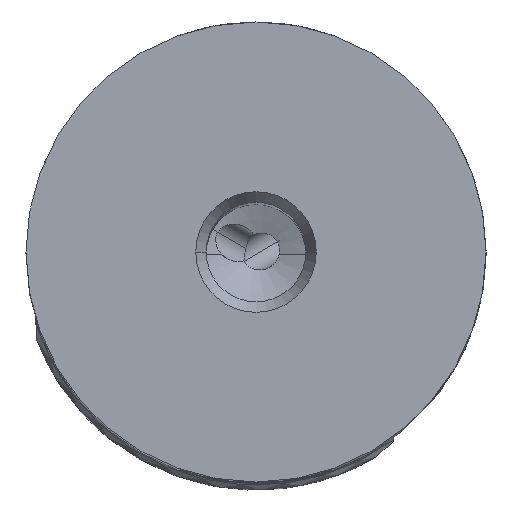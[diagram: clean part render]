
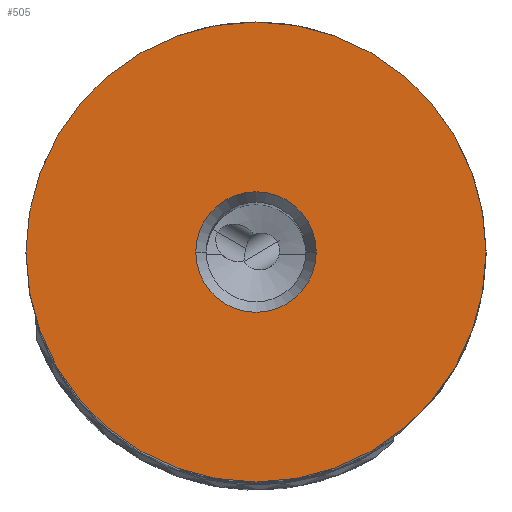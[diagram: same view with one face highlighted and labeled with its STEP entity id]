
A CAD part, top view. The second image highlights one B-rep face of the part: STEP entity #505.
In plain terms, the highlighted planar face has unit normal (0, 0, 1).
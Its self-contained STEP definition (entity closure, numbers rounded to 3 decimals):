
#42=FACE_BOUND('',#786,.T.);
#43=FACE_BOUND('',#787,.T.);
#117=PLANE('',#2351);
#505=ADVANCED_FACE('',(#42,#43),#117,.T.);
#786=EDGE_LOOP('',(#1192,#1193));
#787=EDGE_LOOP('',(#1194,#1195));
#1192=ORIENTED_EDGE('',*,*,#1975,.F.);
#1193=ORIENTED_EDGE('',*,*,#1976,.F.);
#1194=ORIENTED_EDGE('',*,*,#1974,.F.);
#1195=ORIENTED_EDGE('',*,*,#1977,.F.);
#1726=VERTEX_POINT('',#4129);
#1727=VERTEX_POINT('',#4131);
#1728=VERTEX_POINT('',#4135);
#1729=VERTEX_POINT('',#4136);
#1974=EDGE_CURVE('',#1727,#1726,#2184,.T.);
#1975=EDGE_CURVE('',#1728,#1729,#2185,.T.);
#1976=EDGE_CURVE('',#1729,#1728,#2186,.T.);
#1977=EDGE_CURVE('',#1726,#1727,#2187,.T.);
#2184=CIRCLE('',#2346,6.655);
#2185=CIRCLE('',#2348,25.4);
#2186=CIRCLE('',#2349,25.4);
#2187=CIRCLE('',#2350,6.655);
#2346=AXIS2_PLACEMENT_3D('',#4132,#2750,#2751);
#2348=AXIS2_PLACEMENT_3D('',#4134,#2754,#2755);
#2349=AXIS2_PLACEMENT_3D('',#4137,#2756,#2757);
#2350=AXIS2_PLACEMENT_3D('',#4138,#2758,#2759);
#2351=AXIS2_PLACEMENT_3D('',#4139,#2760,#2761);
#2750=DIRECTION('',(0.,0.,1.));
#2751=DIRECTION('',(1.,0.,0.));
#2754=DIRECTION('',(0.,0.,-1.));
#2755=DIRECTION('',(1.,0.,0.));
#2756=DIRECTION('',(0.,0.,-1.));
#2757=DIRECTION('',(-1.,0.,0.));
#2758=DIRECTION('',(0.,0.,1.));
#2759=DIRECTION('',(-1.,0.,0.));
#2760=DIRECTION('',(0.,0.,1.));
#2761=DIRECTION('',(-1.,0.,0.));
#4129=CARTESIAN_POINT('',(-6.655,0.,0.));
#4131=CARTESIAN_POINT('',(6.655,0.,0.));
#4132=CARTESIAN_POINT('',(0.,0.,0.));
#4134=CARTESIAN_POINT('',(0.,0.,0.));
#4135=CARTESIAN_POINT('',(25.4,0.,0.));
#4136=CARTESIAN_POINT('',(-25.4,0.,0.));
#4137=CARTESIAN_POINT('',(0.,0.,0.));
#4138=CARTESIAN_POINT('',(0.,0.,0.));
#4139=CARTESIAN_POINT('',(0.,0.,0.));
